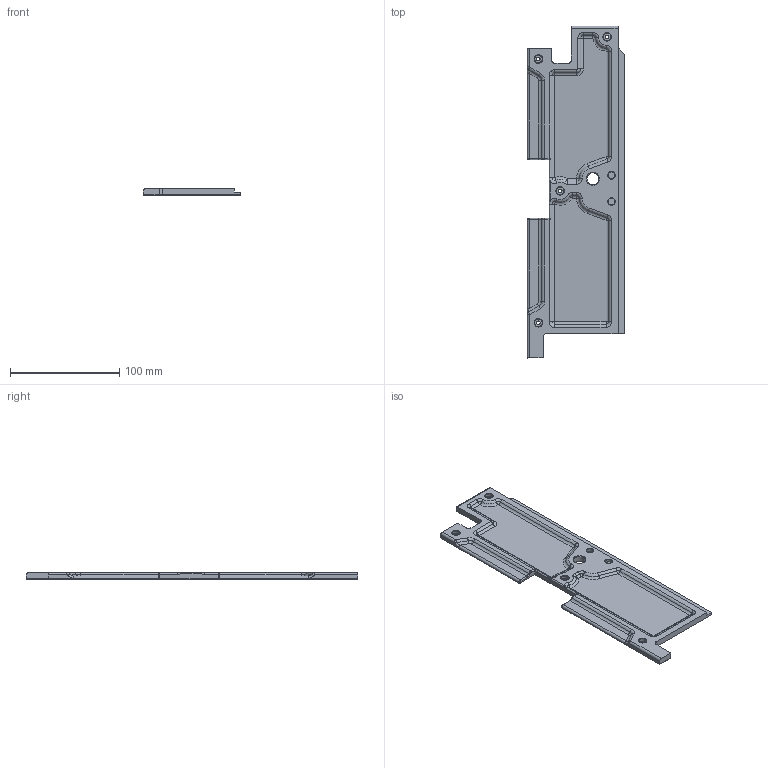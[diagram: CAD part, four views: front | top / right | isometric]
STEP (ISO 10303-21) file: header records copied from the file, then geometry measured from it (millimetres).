
FILE_DESCRIPTION(/* description */ (''),/* implementation_level */ '2;1');
FILE_NAME(/* name */ 'L-SIDE-REAR v1.step',/* time_stamp */ '2024-08-19T20:41:34-05:00',/* author */ (''),/* organization */ (''),/* preprocessor_version */ 'ST-DEVELOPER v20',/* originating_system */ 'Autodesk Translation Framework v13.14.0.145',/* authorisation */ '');
FILE_SCHEMA (('AUTOMOTIVE_DESIGN { 1 0 10303 214 3 1 1 }'));
Length unit declared in the file: millimetre
Products named in the file (1): L-SIDE-REAR
Bounding box: 89 x 304 x 6 mm (x, y, z)
Volume: 92276.5 mm3; surface area: 51772.6 mm2
Topology: 1 solids, 1 shells, 395 faces, 992 edges, 627 vertices
Faces by surface type: plane 177, bspline 95, cylinder 60, torus 33, cone 16, sphere 14
Full cylindrical faces by diameter (mm): 3.4 x4, 6.3 x2, 7 x4, 11 x1
Entity records: 12747 total; most frequent: CARTESIAN_POINT 3695, ORIENTED_EDGE 1984, DIRECTION 1643, EDGE_CURVE 992, VERTEX_POINT 627, LINE 595, VECTOR 595, AXIS2_PLACEMENT_3D 524
